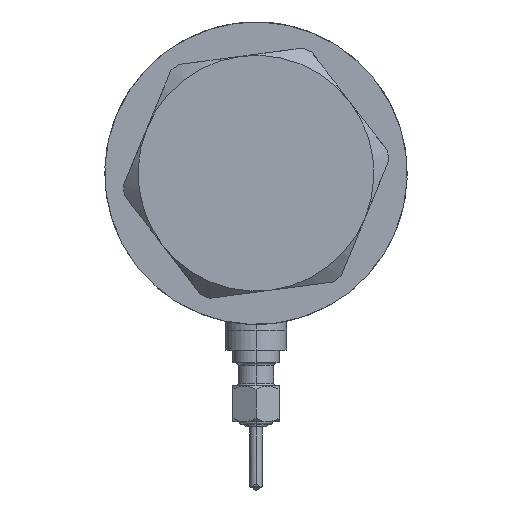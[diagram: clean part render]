
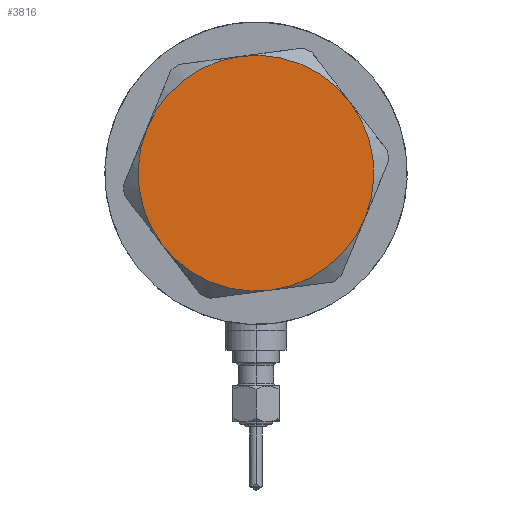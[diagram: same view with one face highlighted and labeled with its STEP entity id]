
A CAD part, left-side view. The second image highlights one B-rep face of the part: STEP entity #3816.
In plain terms, the highlighted face is planar.
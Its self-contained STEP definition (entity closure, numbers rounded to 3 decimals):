
#45 = AXIS2_PLACEMENT_3D ( 'NONE', #1147, #1756, #1712 ) ;
#90 = ORIENTED_EDGE ( 'NONE', *, *, #286, .T. ) ;
#103 = VERTEX_POINT ( 'NONE', #6384 ) ;
#168 = DIRECTION ( 'NONE',  ( 1., 0., 0. ) ) ;
#286 = EDGE_CURVE ( 'NONE', #3815, #3289, #3092, .T. ) ;
#344 = AXIS2_PLACEMENT_3D ( 'NONE', #3183, #7028, #2602 ) ;
#435 = AXIS2_PLACEMENT_3D ( 'NONE', #4409, #3330, #1681 ) ;
#506 = DIRECTION ( 'NONE',  ( 0., 0., 1. ) ) ;
#776 = CIRCLE ( 'NONE', #5514, 23. ) ;
#967 = EDGE_CURVE ( 'NONE', #103, #1545, #776, .T. ) ;
#985 = CARTESIAN_POINT ( 'NONE',  ( -23., 0., 13. ) ) ;
#1036 = DIRECTION ( 'NONE',  ( 1., 0., 0. ) ) ;
#1147 = CARTESIAN_POINT ( 'NONE',  ( 0., 0., 13. ) ) ;
#1545 = VERTEX_POINT ( 'NONE', #985 ) ;
#1656 = ORIENTED_EDGE ( 'NONE', *, *, #5368, .T. ) ;
#1681 = DIRECTION ( 'NONE',  ( 1., 0., 0. ) ) ;
#1712 = DIRECTION ( 'NONE',  ( 1., 0., 0. ) ) ;
#1756 = DIRECTION ( 'NONE',  ( 0., 0., 1. ) ) ;
#1891 = EDGE_CURVE ( 'NONE', #1545, #3815, #3471, .T. ) ;
#2047 = CARTESIAN_POINT ( 'NONE',  ( 0., 0., 13. ) ) ;
#2542 = PLANE ( 'NONE',  #3705 ) ;
#2602 = DIRECTION ( 'NONE',  ( 1., 0., 0. ) ) ;
#2604 = VERTEX_POINT ( 'NONE', #6812 ) ;
#3024 = ORIENTED_EDGE ( 'NONE', *, *, #3138, .T. ) ;
#3092 = CIRCLE ( 'NONE', #45, 23. ) ;
#3138 = EDGE_CURVE ( 'NONE', #2604, #103, #7078, .T. ) ;
#3183 = CARTESIAN_POINT ( 'NONE',  ( 0., 0., 13. ) ) ;
#3289 = VERTEX_POINT ( 'NONE', #3602 ) ;
#3300 = DIRECTION ( 'NONE',  ( 1., 0., 0. ) ) ;
#3330 = DIRECTION ( 'NONE',  ( 0., 0., 1. ) ) ;
#3367 = AXIS2_PLACEMENT_3D ( 'NONE', #4345, #506, #1036 ) ;
#3423 = EDGE_CURVE ( 'NONE', #6755, #2604, #6121, .T. ) ;
#3471 = CIRCLE ( 'NONE', #435, 23. ) ;
#3514 = CIRCLE ( 'NONE', #344, 23. ) ;
#3602 = CARTESIAN_POINT ( 'NONE',  ( 11.5, -19.919, 13. ) ) ;
#3661 = DIRECTION ( 'NONE',  ( 1., 0., 0. ) ) ;
#3705 = AXIS2_PLACEMENT_3D ( 'NONE', #2047, #7084, #3661 ) ;
#3800 = FACE_OUTER_BOUND ( 'NONE', #6975, .T. ) ;
#3815 = VERTEX_POINT ( 'NONE', #7154 ) ;
#3816 = ADVANCED_FACE ( 'NONE', ( #3800 ), #2542, .T. ) ;
#4079 = CARTESIAN_POINT ( 'NONE',  ( 0., 0., 13. ) ) ;
#4231 = CARTESIAN_POINT ( 'NONE',  ( 23., 0., 13. ) ) ;
#4345 = CARTESIAN_POINT ( 'NONE',  ( 0., 0., 13. ) ) ;
#4409 = CARTESIAN_POINT ( 'NONE',  ( 0., 0., 13. ) ) ;
#5157 = ORIENTED_EDGE ( 'NONE', *, *, #967, .T. ) ;
#5368 = EDGE_CURVE ( 'NONE', #3289, #6755, #3514, .T. ) ;
#5460 = CARTESIAN_POINT ( 'NONE',  ( 0., 0., 13. ) ) ;
#5514 = AXIS2_PLACEMENT_3D ( 'NONE', #5460, #7157, #3300 ) ;
#6115 = AXIS2_PLACEMENT_3D ( 'NONE', #4079, #6870, #168 ) ;
#6121 = CIRCLE ( 'NONE', #3367, 23. ) ;
#6384 = CARTESIAN_POINT ( 'NONE',  ( -11.5, 19.919, 13. ) ) ;
#6696 = ORIENTED_EDGE ( 'NONE', *, *, #3423, .T. ) ;
#6755 = VERTEX_POINT ( 'NONE', #4231 ) ;
#6762 = ORIENTED_EDGE ( 'NONE', *, *, #1891, .T. ) ;
#6812 = CARTESIAN_POINT ( 'NONE',  ( 11.5, 19.919, 13. ) ) ;
#6870 = DIRECTION ( 'NONE',  ( 0., 0., 1. ) ) ;
#6975 = EDGE_LOOP ( 'NONE', ( #1656, #6696, #3024, #5157, #6762, #90 ) ) ;
#7028 = DIRECTION ( 'NONE',  ( 0., 0., 1. ) ) ;
#7078 = CIRCLE ( 'NONE', #6115, 23. ) ;
#7084 = DIRECTION ( 'NONE',  ( 0., 0., 1. ) ) ;
#7154 = CARTESIAN_POINT ( 'NONE',  ( -11.5, -19.919, 13. ) ) ;
#7157 = DIRECTION ( 'NONE',  ( 0., 0., 1. ) ) ;
